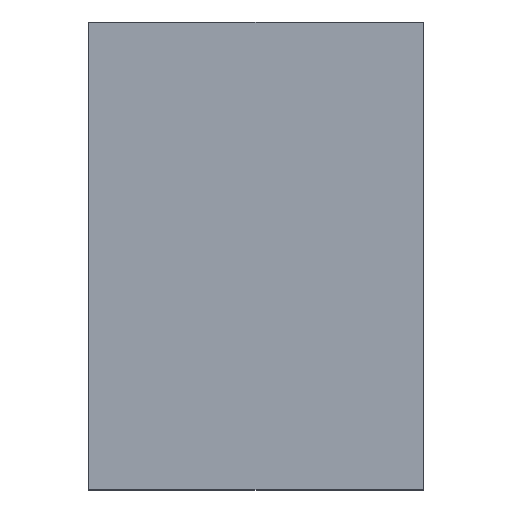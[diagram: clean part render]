
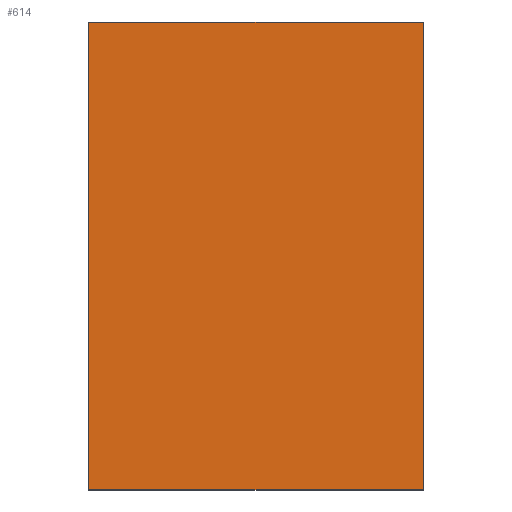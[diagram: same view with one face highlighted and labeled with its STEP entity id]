
A CAD part, top view. The second image highlights one B-rep face of the part: STEP entity #614.
In plain terms, the highlighted planar face has unit normal (0, 0, 1).
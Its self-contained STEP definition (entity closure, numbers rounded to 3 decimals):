
#48=FACE_OUTER_BOUND('',#78,.T.);
#78=EDGE_LOOP('',(#551,#552,#553,#554));
#115=LINE('',#889,#199);
#155=LINE('',#970,#239);
#159=LINE('',#976,#243);
#161=LINE('',#979,#245);
#199=VECTOR('',#727,10.);
#239=VECTOR('',#793,10.);
#243=VECTOR('',#799,10.);
#245=VECTOR('',#803,10.);
#272=VERTEX_POINT('',#886);
#273=VERTEX_POINT('',#888);
#300=VERTEX_POINT('',#967);
#301=VERTEX_POINT('',#969);
#339=EDGE_CURVE('',#272,#273,#115,.T.);
#379=EDGE_CURVE('',#300,#301,#155,.T.);
#383=EDGE_CURVE('',#301,#272,#159,.T.);
#385=EDGE_CURVE('',#273,#300,#161,.T.);
#551=ORIENTED_EDGE('',*,*,#385,.F.);
#552=ORIENTED_EDGE('',*,*,#339,.F.);
#553=ORIENTED_EDGE('',*,*,#383,.F.);
#554=ORIENTED_EDGE('',*,*,#379,.F.);
#584=PLANE('',#659);
#614=ADVANCED_FACE('',(#48),#584,.F.);
#659=AXIS2_PLACEMENT_3D('',#982,#807,#808);
#727=DIRECTION('',(0.,1.,0.));
#793=DIRECTION('',(0.,-1.,0.));
#799=DIRECTION('',(-1.,0.,0.));
#803=DIRECTION('',(1.,0.,0.));
#807=DIRECTION('center_axis',(0.,0.,
-1.));
#808=DIRECTION('ref_axis',(0.,-1.,0.));
#886=CARTESIAN_POINT('',(-230.,-119.,9.));
#888=CARTESIAN_POINT('',(-230.,-49.,9.));
#889=CARTESIAN_POINT('',(-230.,-119.,9.));
#967=CARTESIAN_POINT('',(-180.,-49.,9.));
#969=CARTESIAN_POINT('',(-180.,-119.,9.));
#970=CARTESIAN_POINT('',(-180.,-49.,9.));
#976=CARTESIAN_POINT('',(-180.,-119.,9.));
#979=CARTESIAN_POINT('',(-230.,-49.,9.));
#982=CARTESIAN_POINT('Origin',(-205.,-84.,9.));
